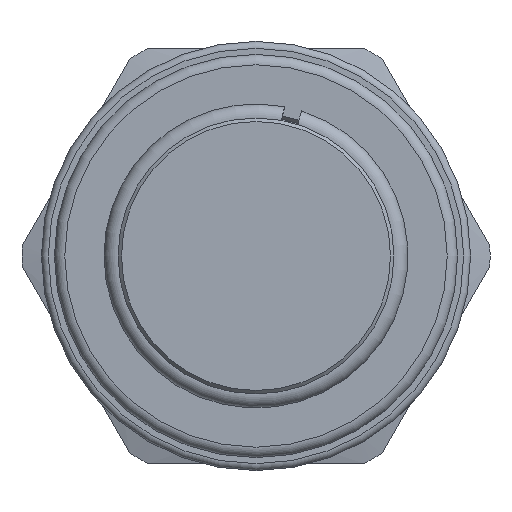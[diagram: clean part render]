
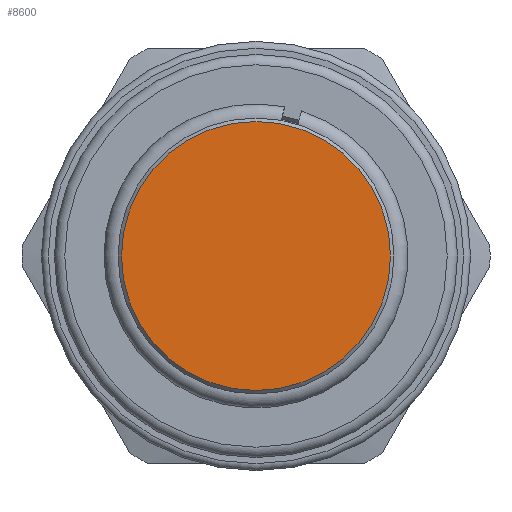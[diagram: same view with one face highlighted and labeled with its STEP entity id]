
A CAD part, left-side view. The second image highlights one B-rep face of the part: STEP entity #8600.
In plain terms, the highlighted planar face has unit normal (-1, 0, 0).
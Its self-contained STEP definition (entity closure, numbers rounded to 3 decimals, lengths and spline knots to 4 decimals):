
#2420=FACE_OUTER_BOUND('',#2900,.T.);
#2900=EDGE_LOOP('',(#5829));
#3434=CIRCLE('',#9117,7.775);
#3643=VERTEX_POINT('',#11118);
#4519=EDGE_CURVE('',#3643,#3643,#3434,.T.);
#5829=ORIENTED_EDGE('',*,*,#4519,.F.);
#8397=PLANE('',#9116);
#8600=ADVANCED_FACE('',(#2420),#8397,.T.);
#9116=AXIS2_PLACEMENT_3D('',#11117,#9637,#9638);
#9117=AXIS2_PLACEMENT_3D('',#11119,#9639,#9640);
#9637=DIRECTION('center_axis',(-1.,0.,0.));
#9638=DIRECTION('ref_axis',(0.,0.,1.));
#9639=DIRECTION('center_axis',(1.,0.,0.));
#9640=DIRECTION('ref_axis',(0.,1.,0.));
#11117=CARTESIAN_POINT('Origin',(0.,-6.7875,0.));
#11118=CARTESIAN_POINT('',(0.,-7.775,0.));
#11119=CARTESIAN_POINT('Origin',(0.,0.,0.));
